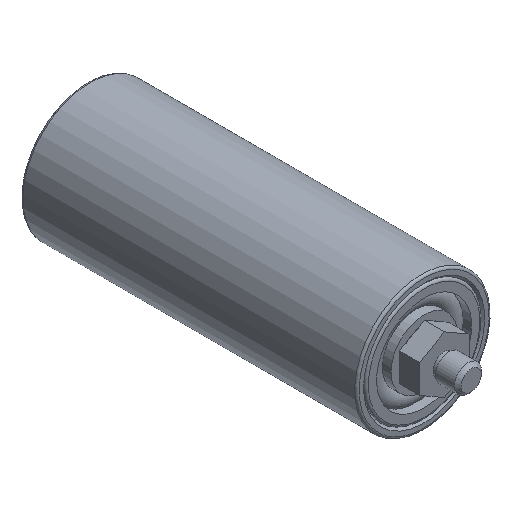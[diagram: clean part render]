
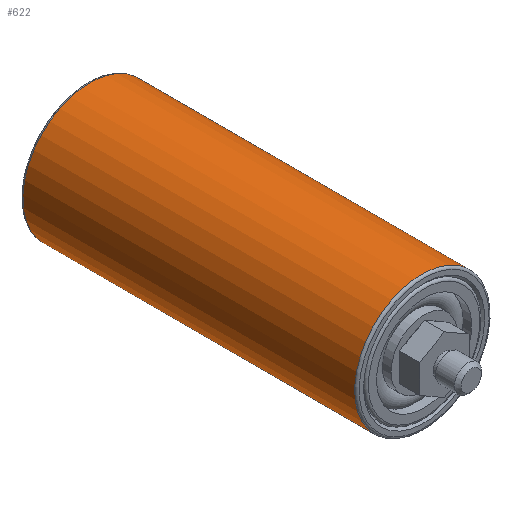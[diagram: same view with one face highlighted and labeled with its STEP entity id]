
A CAD part, isometric view. The second image highlights one B-rep face of the part: STEP entity #622.
In plain terms, the highlighted cylindrical face has radius 30 mm (diameter 60 mm), a full revolution.
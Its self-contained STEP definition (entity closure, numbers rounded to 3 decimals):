
#49 = DIRECTION ( 'NONE',  ( 0., 1., 0. ) ) ;
#78 = CARTESIAN_POINT ( 'NONE',  ( 1.68, 22., 29.953 ) ) ;
#84 = AXIS2_PLACEMENT_3D ( 'NONE', #478, #433, #206 ) ;
#108 = CARTESIAN_POINT ( 'NONE',  ( 0., 21., 0. ) ) ;
#117 = AXIS2_PLACEMENT_3D ( 'NONE', #374, #49, #476 ) ;
#139 = CIRCLE ( 'NONE', #117, 30. ) ;
#154 = FACE_OUTER_BOUND ( 'NONE', #228, .T. ) ;
#206 = DIRECTION ( 'NONE',  ( -0.056, 0., -0.998 ) ) ;
#212 = AXIS2_PLACEMENT_3D ( 'NONE', #108, #377, #315 ) ;
#228 = EDGE_LOOP ( 'NONE', ( #546 ) ) ;
#269 = CIRCLE ( 'NONE', #84, 30. ) ;
#315 = DIRECTION ( 'NONE',  ( -0.056, 0., -0.998 ) ) ;
#344 = VERTEX_POINT ( 'NONE', #506 ) ;
#374 = CARTESIAN_POINT ( 'NONE',  ( 0., 22., 0. ) ) ;
#377 = DIRECTION ( 'NONE',  ( 0., -1., 0. ) ) ;
#433 = DIRECTION ( 'NONE',  ( 0., -1., 0. ) ) ;
#446 = EDGE_LOOP ( 'NONE', ( #590 ) ) ;
#476 = DIRECTION ( 'NONE',  ( 0.056, 0., 0.998 ) ) ;
#478 = CARTESIAN_POINT ( 'NONE',  ( 0., 170., 0. ) ) ;
#481 = CYLINDRICAL_SURFACE ( 'NONE', #212, 30. ) ;
#506 = CARTESIAN_POINT ( 'NONE',  ( -1.68, 170., -29.953 ) ) ;
#546 = ORIENTED_EDGE ( 'NONE', *, *, #599, .T. ) ;
#556 = VERTEX_POINT ( 'NONE', #78 ) ;
#557 = EDGE_CURVE ( 'NONE', #344, #344, #269, .T. ) ;
#590 = ORIENTED_EDGE ( 'NONE', *, *, #557, .T. ) ;
#599 = EDGE_CURVE ( 'NONE', #556, #556, #139, .T. ) ;
#622 = ADVANCED_FACE ( 'NONE', ( #640, #154 ), #481, .T. ) ;
#640 = FACE_OUTER_BOUND ( 'NONE', #446, .T. ) ;
